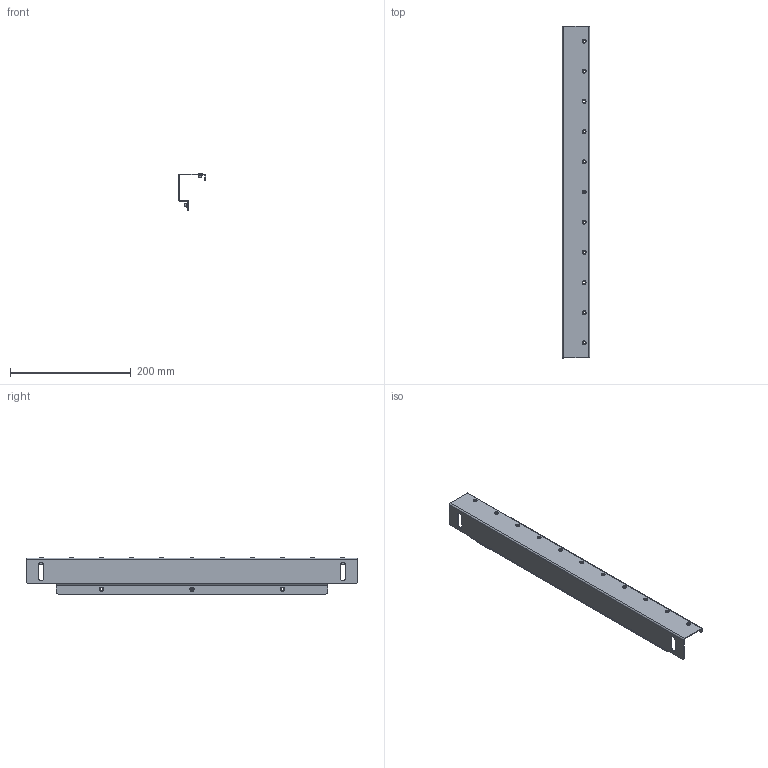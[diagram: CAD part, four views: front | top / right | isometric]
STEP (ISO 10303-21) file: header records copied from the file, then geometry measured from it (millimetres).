
FILE_DESCRIPTION (( 'STEP AP203' ), '1' );
FILE_NAME ('TI-00D-ST-060 TITAN Ñòîéêà âåðò. 600 äëÿ ïàíåëåé ËÃ_ËÌÀ (2øò_êîìïë) IEK.STEP', '2024-02-05T08:58:37', ( '' ), ( '' ), 'SwSTEP 2.0', 'SolidWorks 2022', '' );
FILE_SCHEMA (( 'CONFIG_CONTROL_DESIGN' ));
Length unit declared in the file: millimetre
Products named in the file (3): КИВА 240.10.01-03_-06 (H600); TI-00D-ST-060 TITAN Стойка верт. 600 для панелей ЛГ_ЛМА (2шт_компл) IEK; Заклёпка резьбовая умен бортик_M4 (вытянутая на 1,4 мм)
Assembly tree (15 placements, depth 2):
  TI-00D-ST-060 TITAN Стойка верт. 600 для панелей ЛГ_ЛМА (2шт_компл) IEK
    КИВА 240.10.01-03_-06 (H600)
    Заклёпка резьбовая умен бортик_M4 (вытянутая на 1,4 мм)  x14
Bounding box: 45 x 550 x 60.6 mm (x, y, z)
Volume: 91720 mm3; surface area: 134958.5 mm2
Topology: 15 solids, 15 shells, 289 faces, 629 edges, 384 vertices
Faces by surface type: cylinder 160, plane 73, cone 28, torus 28
Entity records: 3644 total; most frequent: DIRECTION 579, CARTESIAN_POINT 501, ORIENTED_EDGE 478, EDGE_CURVE 239, AXIS2_PLACEMENT_3D 228, VERTEX_POINT 150, EDGE_LOOP 129, VECTOR 123
